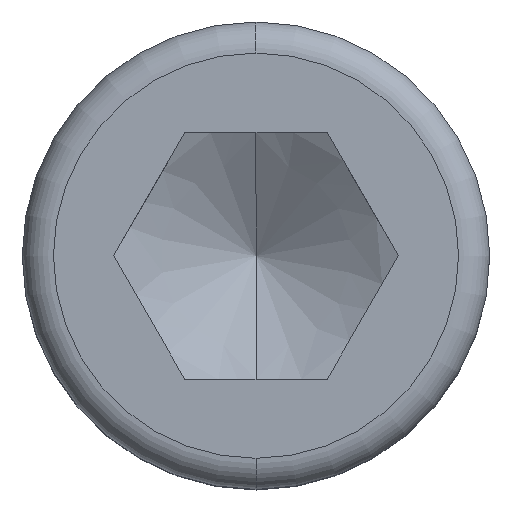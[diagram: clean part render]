
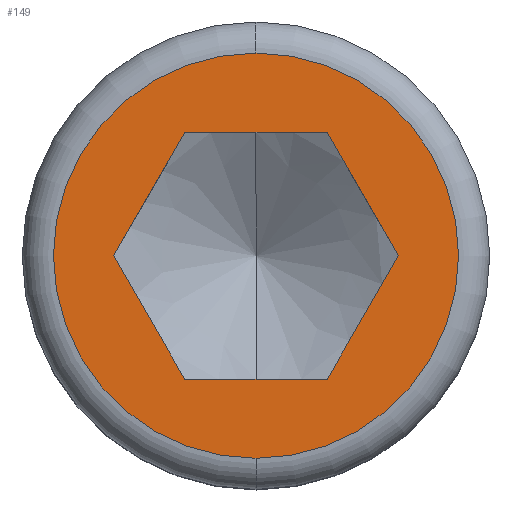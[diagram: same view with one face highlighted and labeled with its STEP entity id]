
A CAD part, top view. The second image highlights one B-rep face of the part: STEP entity #149.
In plain terms, the highlighted planar face has unit normal (0, 0, 1).
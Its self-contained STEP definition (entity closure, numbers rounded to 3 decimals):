
#149=ADVANCED_FACE('',(#376,#377),#378,.T.);
#183=EDGE_CURVE('',#217,#277,#418,.T.);
#193=EDGE_CURVE('',#281,#255,#430,.T.);
#213=VERTEX_POINT('',#451);
#217=VERTEX_POINT('',#456);
#251=EDGE_CURVE('',#323,#213,#494,.T.);
#253=EDGE_CURVE('',#255,#323,#496,.T.);
#255=VERTEX_POINT('',#498);
#263=EDGE_CURVE('',#277,#217,#506,.T.);
#267=EDGE_CURVE('',#317,#281,#510,.T.);
#277=VERTEX_POINT('',#521);
#281=VERTEX_POINT('',#527);
#297=EDGE_CURVE('',#327,#317,#545,.T.);
#317=VERTEX_POINT('',#567);
#323=VERTEX_POINT('',#574);
#327=VERTEX_POINT('',#578);
#333=EDGE_CURVE('',#213,#327,#584,.T.);
#376=FACE_BOUND('',#630,.T.);
#377=FACE_OUTER_BOUND('',#631,.T.);
#378=PLANE('',#632);
#418=CIRCLE('',#677,15.6);
#430=LINE('',#691,#692);
#451=CARTESIAN_POINT('',(10.97,0.,24.));
#456=CARTESIAN_POINT('',(0.,-15.6,24.0));
#494=LINE('',#806,#807);
#496=LINE('',#810,#811);
#498=CARTESIAN_POINT('',(-5.485,9.5,24.));
#506=CIRCLE('',#836,15.6);
#510=LINE('',#843,#844);
#521=CARTESIAN_POINT('',(0.,15.6,24.0));
#527=CARTESIAN_POINT('',(-10.97,0.0,24.));
#545=LINE('',#904,#905);
#567=CARTESIAN_POINT('',(-5.485,-9.5,24.));
#574=CARTESIAN_POINT('',(5.485,9.5,24.));
#578=CARTESIAN_POINT('',(5.485,-9.5,24.));
#584=LINE('',#964,#965);
#630=EDGE_LOOP('',(#986,#987,#988,#989,#990,#991));
#631=EDGE_LOOP('',(#992,#993));
#632=AXIS2_PLACEMENT_3D('',#994,#995,#996);
#677=AXIS2_PLACEMENT_3D('',#1062,#1063,#1064);
#691=CARTESIAN_POINT('',(-6.856,7.125,24.));
#692=VECTOR('',#1086,1.0);
#806=CARTESIAN_POINT('',(9.599,2.375,24.));
#807=VECTOR('',#1150,1.0);
#810=CARTESIAN_POINT('',(2.743,9.5,24.));
#811=VECTOR('',#1151,1.0);
#836=AXIS2_PLACEMENT_3D('',#1154,#1155,#1156);
#843=CARTESIAN_POINT('',(-9.599,-2.375,24.));
#844=VECTOR('',#1158,1.0);
#904=CARTESIAN_POINT('',(-2.742,-9.5,24.));
#905=VECTOR('',#1200,1.0);
#964=CARTESIAN_POINT('',(6.856,-7.125,24.));
#965=VECTOR('',#1234,1.0);
#986=ORIENTED_EDGE('',*,*,#267,.T.);
#987=ORIENTED_EDGE('',*,*,#193,.T.);
#988=ORIENTED_EDGE('',*,*,#253,.T.);
#989=ORIENTED_EDGE('',*,*,#251,.T.);
#990=ORIENTED_EDGE('',*,*,#333,.T.);
#991=ORIENTED_EDGE('',*,*,#297,.T.);
#992=ORIENTED_EDGE('',*,*,#183,.T.);
#993=ORIENTED_EDGE('',*,*,#263,.T.);
#994=CARTESIAN_POINT('',(0.,-14.485,24.0));
#995=DIRECTION('',(0.0,0.0,1.0));
#996=DIRECTION('',(0.,-1.0,0.0));
#1062=CARTESIAN_POINT('',(0.,0.,24.0));
#1063=DIRECTION('',(0.0,0.0,1.0));
#1064=DIRECTION('',(-1.0,0.0,0.0));
#1086=DIRECTION('',(0.5,0.866,0.0));
#1150=DIRECTION('',(0.5,-0.866,0.0));
#1151=DIRECTION('',(1.0,0.0,0.0));
#1154=CARTESIAN_POINT('',(0.,0.,24.0));
#1155=DIRECTION('',(0.0,0.0,1.0));
#1156=DIRECTION('',(-1.0,0.0,0.0));
#1158=DIRECTION('',(-0.5,0.866,0.0));
#1200=DIRECTION('',(-1.0,0.0,0.0));
#1234=DIRECTION('',(-0.5,-0.866,0.0));
